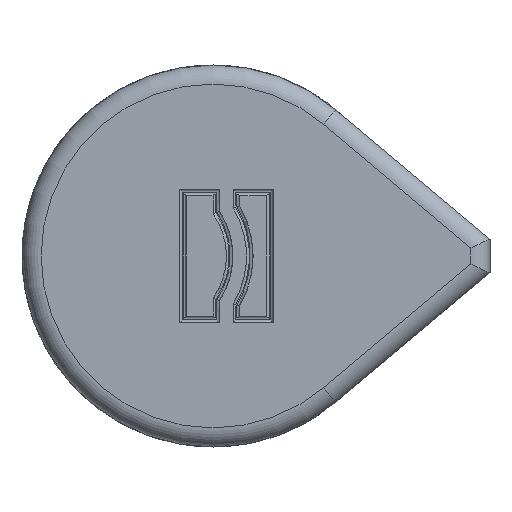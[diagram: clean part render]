
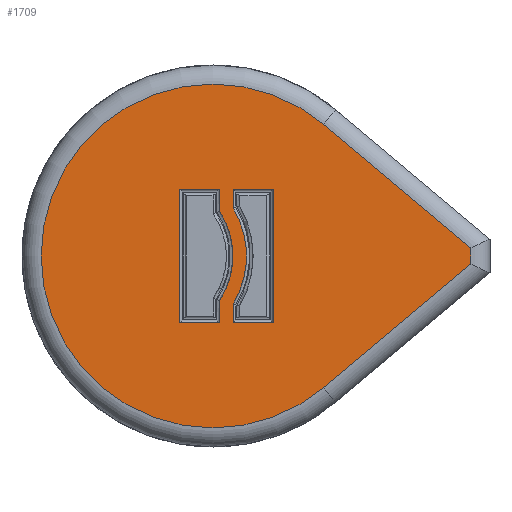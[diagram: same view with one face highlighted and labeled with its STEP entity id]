
A CAD part, front view. The second image highlights one B-rep face of the part: STEP entity #1709.
In plain terms, the highlighted face is planar.
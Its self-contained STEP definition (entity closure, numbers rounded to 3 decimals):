
#78=FACE_BOUND('',#437,.T.);
#79=FACE_BOUND('',#438,.T.);
#189=CIRCLE('',#1966,4.9);
#195=CIRCLE('',#2006,4.2);
#197=CIRCLE('',#2015,9.);
#317=FACE_OUTER_BOUND('',#436,.T.);
#436=EDGE_LOOP('',(#1517,#1518,#1519,#1520));
#437=EDGE_LOOP('',(#1521,#1522,#1523,#1524,#1525,#1526));
#438=EDGE_LOOP('',(#1527,#1528,#1529,#1530,#1531,#1532));
#519=LINE('',#3106,#645);
#523=LINE('',#3115,#649);
#551=LINE('',#3259,#677);
#554=LINE('',#3264,#680);
#556=LINE('',#3268,#682);
#562=LINE('',#3281,#688);
#564=LINE('',#3285,#690);
#570=LINE('',#3301,#696);
#572=LINE('',#3305,#698);
#574=LINE('',#3308,#700);
#575=LINE('',#3314,#701);
#576=LINE('',#3316,#702);
#577=LINE('',#3317,#703);
#645=VECTOR('',#2376,10.);
#649=VECTOR('',#2386,10.);
#677=VECTOR('',#2474,10.);
#680=VECTOR('',#2479,10.);
#682=VECTOR('',#2483,10.);
#688=VECTOR('',#2497,10.);
#690=VECTOR('',#2501,10.);
#696=VECTOR('',#2521,10.);
#698=VECTOR('',#2525,10.);
#700=VECTOR('',#2529,10.);
#701=VECTOR('',#2534,10.);
#702=VECTOR('',#2535,10.);
#703=VECTOR('',#2536,10.);
#813=VERTEX_POINT('',#3103);
#814=VERTEX_POINT('',#3105);
#815=VERTEX_POINT('',#3109);
#816=VERTEX_POINT('',#3113);
#845=VERTEX_POINT('',#3256);
#846=VERTEX_POINT('',#3258);
#847=VERTEX_POINT('',#3262);
#848=VERTEX_POINT('',#3266);
#851=VERTEX_POINT('',#3280);
#852=VERTEX_POINT('',#3284);
#855=VERTEX_POINT('',#3300);
#856=VERTEX_POINT('',#3304);
#857=VERTEX_POINT('',#3310);
#858=VERTEX_POINT('',#3311);
#859=VERTEX_POINT('',#3313);
#860=VERTEX_POINT('',#3315);
#1011=EDGE_CURVE('',#814,#813,#519,.T.);
#1014=EDGE_CURVE('',#813,#815,#189,.T.);
#1016=EDGE_CURVE('',#815,#816,#523,.T.);
#1061=EDGE_CURVE('',#846,#845,#551,.T.);
#1064=EDGE_CURVE('',#845,#847,#554,.T.);
#1066=EDGE_CURVE('',#847,#848,#556,.T.);
#1072=EDGE_CURVE('',#851,#846,#562,.T.);
#1074=EDGE_CURVE('',#852,#851,#564,.T.);
#1076=EDGE_CURVE('',#848,#852,#195,.T.);
#1082=EDGE_CURVE('',#855,#814,#570,.T.);
#1084=EDGE_CURVE('',#856,#855,#572,.T.);
#1086=EDGE_CURVE('',#816,#856,#574,.T.);
#1087=EDGE_CURVE('',#857,#858,#197,.T.);
#1088=EDGE_CURVE('',#859,#857,#575,.T.);
#1089=EDGE_CURVE('',#860,#859,#576,.T.);
#1090=EDGE_CURVE('',#858,#860,#577,.T.);
#1517=ORIENTED_EDGE('',*,*,#1087,.F.);
#1518=ORIENTED_EDGE('',*,*,#1088,.F.);
#1519=ORIENTED_EDGE('',*,*,#1089,.F.);
#1520=ORIENTED_EDGE('',*,*,#1090,.F.);
#1521=ORIENTED_EDGE('',*,*,#1072,.T.);
#1522=ORIENTED_EDGE('',*,*,#1061,.T.);
#1523=ORIENTED_EDGE('',*,*,#1064,.T.);
#1524=ORIENTED_EDGE('',*,*,#1066,.T.);
#1525=ORIENTED_EDGE('',*,*,#1076,.T.);
#1526=ORIENTED_EDGE('',*,*,#1074,.T.);
#1527=ORIENTED_EDGE('',*,*,#1082,.T.);
#1528=ORIENTED_EDGE('',*,*,#1011,.T.);
#1529=ORIENTED_EDGE('',*,*,#1014,.T.);
#1530=ORIENTED_EDGE('',*,*,#1016,.T.);
#1531=ORIENTED_EDGE('',*,*,#1086,.T.);
#1532=ORIENTED_EDGE('',*,*,#1084,.T.);
#1604=PLANE('',#2014);
#1709=ADVANCED_FACE('',(#317,#78,#79),#1604,.T.);
#1966=AXIS2_PLACEMENT_3D('',#3111,#2381,#2382);
#2006=AXIS2_PLACEMENT_3D('',#3288,#2505,#2506);
#2014=AXIS2_PLACEMENT_3D('',#3309,#2530,#2531);
#2015=AXIS2_PLACEMENT_3D('',#3312,#2532,#2533);
#2376=DIRECTION('',(0.,1.,0.));
#2381=DIRECTION('center_axis',(0.,0.,1.));
#2382=DIRECTION('ref_axis',(0.857,-0.515,0.));
#2386=DIRECTION('',(0.,1.,0.));
#2474=DIRECTION('',(0.,1.,0.));
#2479=DIRECTION('',(1.,0.,0.));
#2483=DIRECTION('',(0.,-1.,0.));
#2497=DIRECTION('',(-1.,0.,0.));
#2501=DIRECTION('',(0.,-1.,0.));
#2505=DIRECTION('center_axis',(0.,0.,-1.));
#2506=DIRECTION('ref_axis',(-0.833,0.553,0.));
#2521=DIRECTION('',(-1.,0.,0.));
#2525=DIRECTION('',(0.,-1.,0.));
#2529=DIRECTION('',(1.,0.,0.));
#2530=DIRECTION('center_axis',(0.,0.,1.));
#2531=DIRECTION('ref_axis',(1.,0.,0.));
#2532=DIRECTION('center_axis',(0.,0.,-1.));
#2533=DIRECTION('ref_axis',(-1.,0.,0.));
#2534=DIRECTION('',(-0.766,-0.643,0.));
#2535=DIRECTION('',(0.,-1.,0.));
#2536=DIRECTION('',(0.766,-0.643,0.));
#3103=CARTESIAN_POINT('',(1.05,-2.524,71.));
#3105=CARTESIAN_POINT('',(1.05,-3.5,71.));
#3106=CARTESIAN_POINT('',(1.05,-1.262,71.));
#3109=CARTESIAN_POINT('',(1.05,2.524,71.));
#3111=CARTESIAN_POINT('Origin',(-3.15,0.,71.));
#3113=CARTESIAN_POINT('',(1.05,3.5,71.));
#3115=CARTESIAN_POINT('',(1.05,1.75,71.));
#3256=CARTESIAN_POINT('',(-1.75,3.5,71.));
#3258=CARTESIAN_POINT('',(-1.75,-3.5,71.));
#3259=CARTESIAN_POINT('',(-1.75,1.75,71.));
#3262=CARTESIAN_POINT('',(0.35,3.5,71.));
#3264=CARTESIAN_POINT('',(1.171,3.5,71.));
#3266=CARTESIAN_POINT('',(0.35,2.322,71.));
#3268=CARTESIAN_POINT('',(0.35,1.161,71.));
#3280=CARTESIAN_POINT('',(0.35,-3.5,71.));
#3281=CARTESIAN_POINT('',(0.121,-3.5,71.));
#3284=CARTESIAN_POINT('',(0.35,-2.322,71.));
#3285=CARTESIAN_POINT('',(0.35,-1.75,71.));
#3288=CARTESIAN_POINT('Origin',(-3.15,0.,71.));
#3300=CARTESIAN_POINT('',(3.15,-3.5,71.));
#3301=CARTESIAN_POINT('',(1.521,-3.5,71.));
#3304=CARTESIAN_POINT('',(3.15,3.5,71.));
#3305=CARTESIAN_POINT('',(3.15,-1.75,71.));
#3308=CARTESIAN_POINT('',(2.571,3.5,71.));
#3309=CARTESIAN_POINT('Origin',(1.992,0.,71.));
#3310=CARTESIAN_POINT('',(5.785,-6.894,71.));
#3311=CARTESIAN_POINT('',(5.785,6.894,71.));
#3312=CARTESIAN_POINT('Origin',(0.,0.,71.));
#3313=CARTESIAN_POINT('',(13.5,-0.421,71.));
#3314=CARTESIAN_POINT('',(10.406,-3.017,71.));
#3315=CARTESIAN_POINT('',(13.5,0.421,71.));
#3316=CARTESIAN_POINT('',(13.5,0.444,71.));
#3317=CARTESIAN_POINT('',(6.369,6.404,71.));
